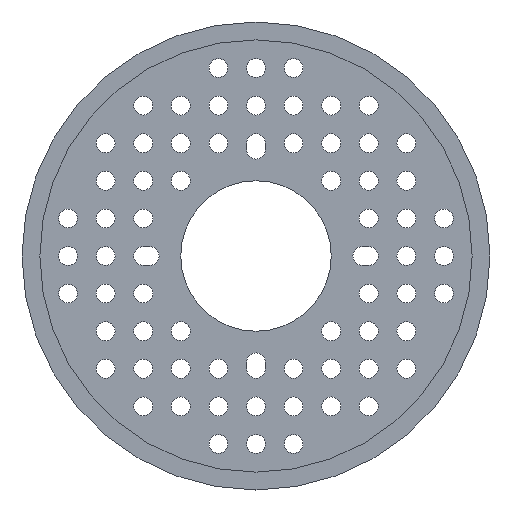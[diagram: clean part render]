
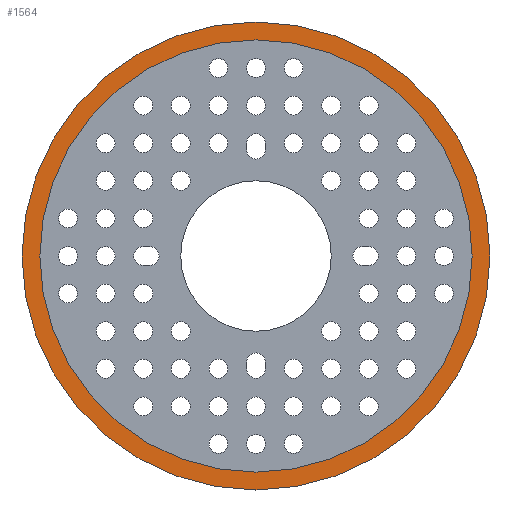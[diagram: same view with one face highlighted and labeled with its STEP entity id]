
A CAD part, left-side view. The second image highlights one B-rep face of the part: STEP entity #1564.
In plain terms, the highlighted planar face has unit normal (-1, 0, 0).
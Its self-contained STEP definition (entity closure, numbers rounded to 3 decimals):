
#16 = VERTEX_POINT ( 'NONE', #2495 ) ;
#104 = ORIENTED_EDGE ( 'NONE', *, *, #1174, .T. ) ;
#273 = CARTESIAN_POINT ( 'NONE',  ( -3., 0., -46. ) ) ;
#339 = EDGE_CURVE ( 'NONE', #3503, #1095, #3584, .T. ) ;
#429 = EDGE_LOOP ( 'NONE', ( #4377, #2347 ) ) ;
#430 = AXIS2_PLACEMENT_3D ( 'NONE', #1422, #5479, #5512 ) ;
#490 = CARTESIAN_POINT ( 'NONE',  ( -3., 0., 0. ) ) ;
#513 = DIRECTION ( 'NONE',  ( 0., 0., 1. ) ) ;
#749 = EDGE_CURVE ( 'NONE', #16, #1544, #4231, .T. ) ;
#891 = AXIS2_PLACEMENT_3D ( 'NONE', #4164, #2428, #4213 ) ;
#1095 = VERTEX_POINT ( 'NONE', #4572 ) ;
#1174 = EDGE_CURVE ( 'NONE', #1095, #3503, #3403, .T. ) ;
#1358 = AXIS2_PLACEMENT_3D ( 'NONE', #5609, #1542, #2900 ) ;
#1404 = FACE_OUTER_BOUND ( 'NONE', #2501, .T. ) ;
#1422 = CARTESIAN_POINT ( 'NONE',  ( -3., 0., 0. ) ) ;
#1542 = DIRECTION ( 'NONE',  ( -1., 0., 0. ) ) ;
#1544 = VERTEX_POINT ( 'NONE', #273 ) ;
#1564 = ADVANCED_FACE ( 'NONE', ( #5018, #1404 ), #4119, .F. ) ;
#2347 = ORIENTED_EDGE ( 'NONE', *, *, #3963, .F. ) ;
#2428 = DIRECTION ( 'NONE',  ( -1., 0., 0. ) ) ;
#2495 = CARTESIAN_POINT ( 'NONE',  ( -3., 0., 46. ) ) ;
#2501 = EDGE_LOOP ( 'NONE', ( #104, #2851 ) ) ;
#2851 = ORIENTED_EDGE ( 'NONE', *, *, #339, .T. ) ;
#2900 = DIRECTION ( 'NONE',  ( 0., 0., 1. ) ) ;
#3403 = CIRCLE ( 'NONE', #891, 49.801 ) ;
#3503 = VERTEX_POINT ( 'NONE', #5375 ) ;
#3584 = CIRCLE ( 'NONE', #1358, 49.801 ) ;
#3655 = AXIS2_PLACEMENT_3D ( 'NONE', #4100, #5463, #4518 ) ;
#3963 = EDGE_CURVE ( 'NONE', #1544, #16, #5177, .T. ) ;
#4100 = CARTESIAN_POINT ( 'NONE',  ( -3., 0., 0. ) ) ;
#4119 = PLANE ( 'NONE',  #3655 ) ;
#4164 = CARTESIAN_POINT ( 'NONE',  ( -3., 0., 0. ) ) ;
#4213 = DIRECTION ( 'NONE',  ( 0., 0., 1. ) ) ;
#4231 = CIRCLE ( 'NONE', #5223, 46. ) ;
#4377 = ORIENTED_EDGE ( 'NONE', *, *, #749, .F. ) ;
#4518 = DIRECTION ( 'NONE',  ( 0., 0., -1. ) ) ;
#4572 = CARTESIAN_POINT ( 'NONE',  ( -3., 0., 49.801 ) ) ;
#5018 = FACE_BOUND ( 'NONE', #429, .T. ) ;
#5030 = DIRECTION ( 'NONE',  ( -1., 0., 0. ) ) ;
#5177 = CIRCLE ( 'NONE', #430, 46. ) ;
#5223 = AXIS2_PLACEMENT_3D ( 'NONE', #490, #5030, #513 ) ;
#5375 = CARTESIAN_POINT ( 'NONE',  ( -3., 0., -49.801 ) ) ;
#5463 = DIRECTION ( 'NONE',  ( 1., 0., 0. ) ) ;
#5479 = DIRECTION ( 'NONE',  ( -1., 0., 0. ) ) ;
#5512 = DIRECTION ( 'NONE',  ( 0., 0., 1. ) ) ;
#5609 = CARTESIAN_POINT ( 'NONE',  ( -3., 0., 0. ) ) ;
